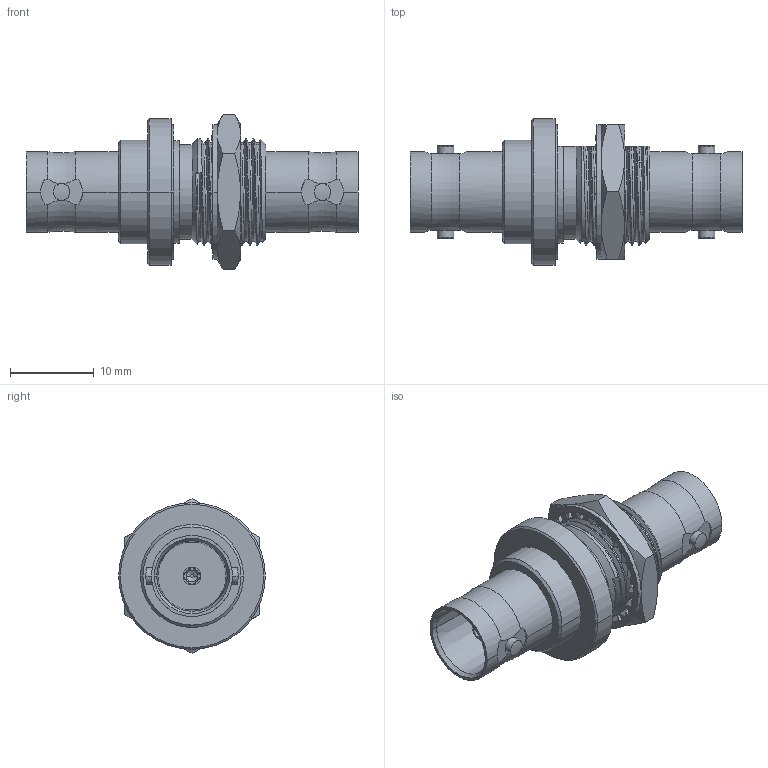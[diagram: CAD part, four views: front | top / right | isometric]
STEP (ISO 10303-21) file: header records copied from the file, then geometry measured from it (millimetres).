
FILE_DESCRIPTION((''),'2;1');
FILE_NAME('112434','2020-08-25T18:05:32',('Krishnaprasath'),(''),'CREO PARAMETRIC BY PTC INC, 2019444','CREO PARAMETRIC BY PTC INC, 2019444','');
FILE_SCHEMA(('CONFIG_CONTROL_DESIGN'));
Length unit declared in the file: millimetre
Products named in the file (1): 112434
Bounding box: 39.6 x 17.5 x 18.48 mm (x, y, z)
Volume: 3354.6 mm3; surface area: 3127.6 mm2
Topology: 1 solids, 1 shells, 340 faces, 994 edges, 659 vertices
Faces by surface type: bspline 121, plane 93, cylinder 83, cone 39, torus 4
Entity records: 18034 total; most frequent: CARTESIAN_POINT 9727, ORIENTED_EDGE 1984, DIRECTION 1338, EDGE_CURVE 992, VERTEX_POINT 659, VECTOR 482, LINE 482, AXIS2_PLACEMENT_3D 428
